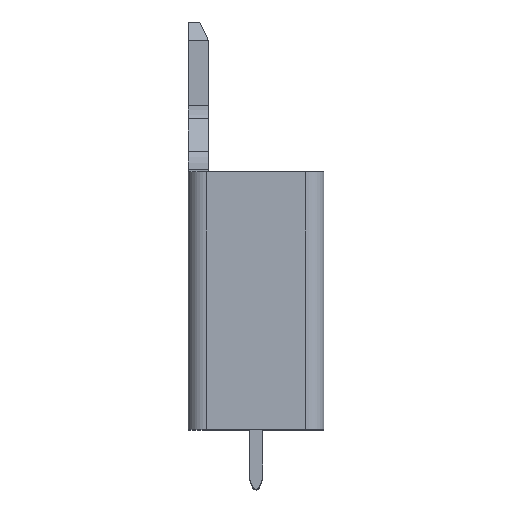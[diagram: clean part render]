
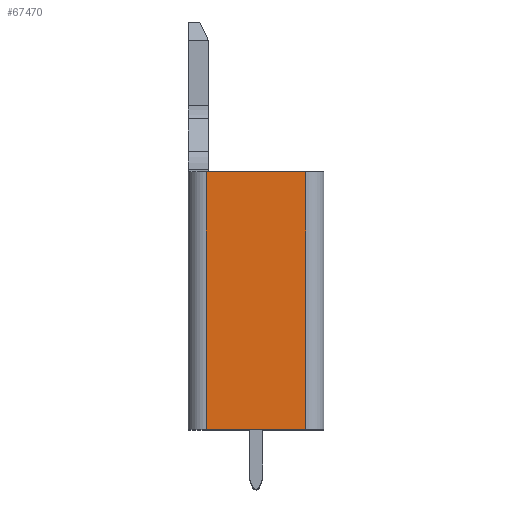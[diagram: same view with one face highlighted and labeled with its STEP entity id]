
A CAD part, top view. The second image highlights one B-rep face of the part: STEP entity #67470.
In plain terms, the highlighted face is planar.
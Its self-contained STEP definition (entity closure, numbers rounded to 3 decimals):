
#17730=CARTESIAN_POINT('',(22.178,32.385,14.2));
#17740=VERTEX_POINT('',#17730);
#17770=CARTESIAN_POINT('',(22.178,0.,14.2));
#17780=DIRECTION('',(0.,-1.,0.));
#17790=VECTOR('',#17780,1.);
#17800=LINE('',#17770,#17790);
#17810=CARTESIAN_POINT('',(22.178,26.885,14.2));
#17820=VERTEX_POINT('',#17810);
#17830=EDGE_CURVE('',#17740,#17820,#17800,.T.);
#41550=CARTESIAN_POINT('',(22.178,32.385,0.));
#41560=VERTEX_POINT('',#41550);
#41590=CARTESIAN_POINT('',(22.178,32.385,0.));
#41600=DIRECTION('',(0.,0.,-1.));
#41610=VECTOR('',#41600,1.);
#41620=LINE('',#41590,#41610);
#41630=EDGE_CURVE('',#17740,#41560,#41620,.T.);
#67240=CARTESIAN_POINT('',(22.178,32.385,13.2));
#67250=DIRECTION('',(1.,0.,0.));
#67260=DIRECTION('',(0.,-1.,0.));
#67270=AXIS2_PLACEMENT_3D('',#67240,#67250,#67260);
#67280=PLANE('',#67270);
#67290=ORIENTED_EDGE('',*,*,#17830,.T.);
#67300=ORIENTED_EDGE('',*,*,#41630,.F.);
#67310=CARTESIAN_POINT('',(22.178,0.,0.));
#67320=DIRECTION('',(0.,1.,0.));
#67330=VECTOR('',#67320,1.);
#67340=LINE('',#67310,#67330);
#67350=CARTESIAN_POINT('',(22.178,26.885,0.));
#67360=VERTEX_POINT('',#67350);
#67370=EDGE_CURVE('',#67360,#41560,#67340,.T.);
#67380=ORIENTED_EDGE('',*,*,#67370,.T.);
#67390=CARTESIAN_POINT('',(22.178,26.885,0.));
#67400=DIRECTION('',(0.,0.,-1.));
#67410=VECTOR('',#67400,1.);
#67420=LINE('',#67390,#67410);
#67430=EDGE_CURVE('',#17820,#67360,#67420,.T.);
#67440=ORIENTED_EDGE('',*,*,#67430,.T.);
#67450=EDGE_LOOP('',(#67440,#67380,#67300,#67290));
#67460=FACE_OUTER_BOUND('',#67450,.T.);
#67470=ADVANCED_FACE('',(#67460),#67280,.T.);
